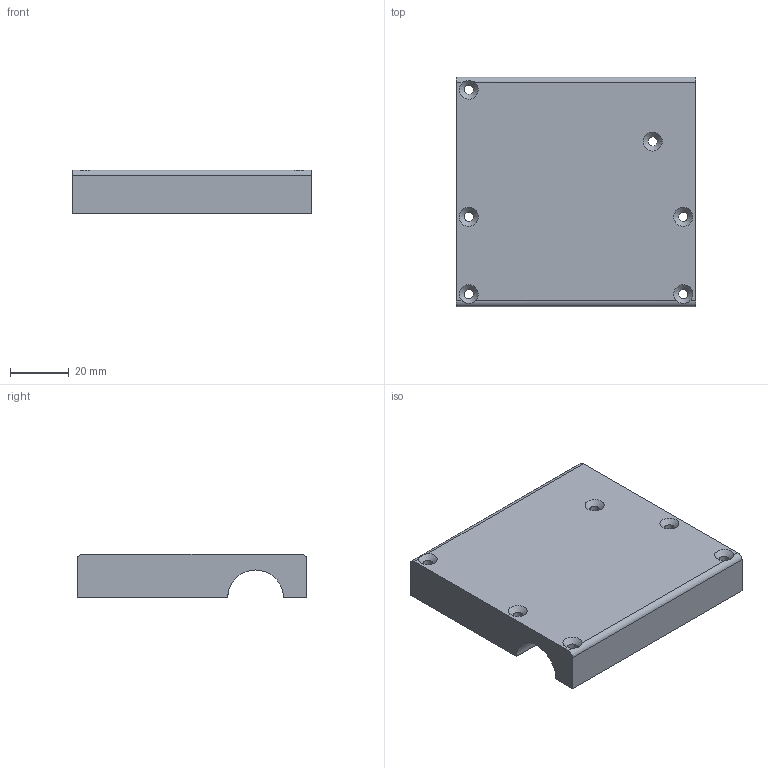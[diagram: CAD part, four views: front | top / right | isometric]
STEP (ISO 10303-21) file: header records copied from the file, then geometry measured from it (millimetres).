
FILE_DESCRIPTION(/* description */ (''),/* implementation_level */ '2;1');
FILE_NAME(/* name */ 'Gehause_B.stp',/* time_stamp */ '2020-09-07T17:27:53+02:00',/* author */ ('Alfred'),/* organization */ (''),/* preprocessor_version */ 'ST-DEVELOPER v18',/* originating_system */ 'Autodesk Inventor 2020',/* authorisation */ '');
FILE_SCHEMA (('AUTOMOTIVE_DESIGN { 1 0 10303 214 3 1 1 }'));
Length unit declared in the file: millimetre
Products named in the file (1): Gehause_B
Bounding box: 81.8 x 78.4 x 15 mm (x, y, z)
Volume: 41050.7 mm3; surface area: 22735.8 mm2
Topology: 1 solids, 1 shells, 81 faces, 255 edges, 185 vertices
Faces by surface type: plane 44, cylinder 29, cone 7, bspline 1
Full cylindrical faces by diameter (mm): 3.2 x6, 5 x6
Entity records: 3081 total; most frequent: CARTESIAN_POINT 698, DIRECTION 492, ORIENTED_EDGE 478, EDGE_CURVE 239, AXIS2_PLACEMENT_3D 172, VERTEX_POINT 163, LINE 148, VECTOR 148
